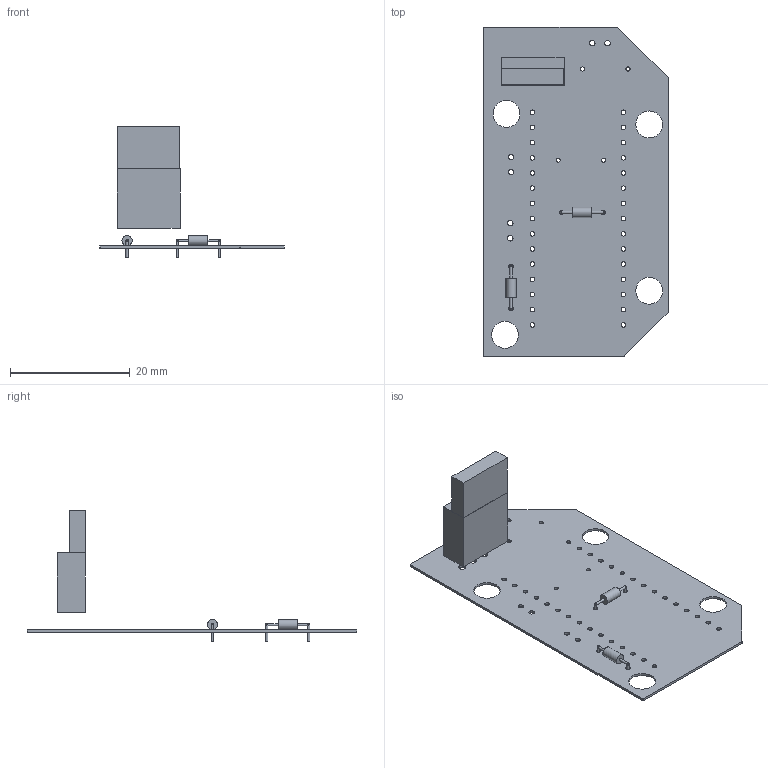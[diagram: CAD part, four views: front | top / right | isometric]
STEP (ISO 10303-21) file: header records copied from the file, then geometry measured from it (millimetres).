
FILE_DESCRIPTION(('Open CASCADE Model'),'2;1');
FILE_NAME('Open CASCADE Shape Model','2018-11-26T20:14:49',('Author'),( 'Open CASCADE'),'Open CASCADE STEP processor 6.8','Open CASCADE 6.8' ,'Unknown');
FILE_SCHEMA(('AUTOMOTIVE_DESIGN { 1 0 10303 214 1 1 1 1 }'));
Length unit declared in the file: millimetre
Products named in the file (25): PCB; Board; U1; 5900417344; Extruded; 5900417152; R2; 5900418688; Cylinder; 5900418304; Sphere; 5900417920; 5900417536; R1; 5900416960; 5900416768; 5900416576; 5900416384
Assembly tree (30 placements, depth 4):
  PCB
    Board
    U1
      5900417344
        Extruded
      5900417152
        Extruded
    R2
      5900418688  x2
        Cylinder
      5900418304  x2
        Sphere
      5900417920  x2
        Cylinder
      5900417536
        Cylinder
    R1
      5900416960
        Cylinder
      5900416768  x2
        Cylinder
      5900416576  x2
        Sphere
      5900416384  x2
        Cylinder
Bounding box: 30.86 x 55.12 x 22 mm (x, y, z)
Volume: 1347.6 mm3; surface area: 3955.1 mm2
Topology: 17 solids, 17 shells, 111 faces, 255 edges, 170 vertices
Faces by surface type: cylinder 67, plane 40, sphere 4
Full cylindrical faces by diameter (mm): 0.41 x8, 0.7 x4, 0.75 x4, 0.762 x30, 0.9 x6, 1.2 x3, 1.7 x2, 4.5 x4
Entity records: 3668 total; most frequent: DIRECTION 613, CARTESIAN_POINT 515, ORIENTED_EDGE 462, AXIS2_PLACEMENT_3D 254, EDGE_CURVE 231, FACE_BOUND 199, EDGE_LOOP 197, VERTEX_POINT 156
